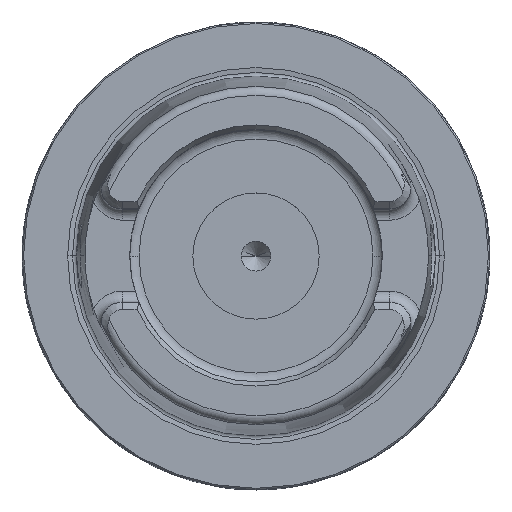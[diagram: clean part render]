
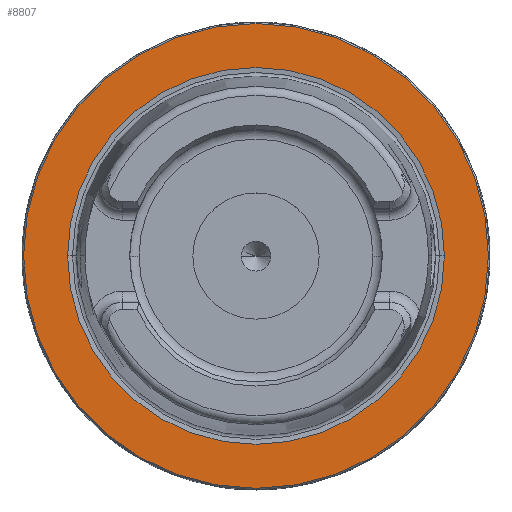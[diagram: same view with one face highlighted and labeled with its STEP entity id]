
A CAD part, top view. The second image highlights one B-rep face of the part: STEP entity #8807.
In plain terms, the highlighted planar face has unit normal (0, 0, 1).
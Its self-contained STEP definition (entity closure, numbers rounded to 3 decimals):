
#3536=CARTESIAN_POINT('',(0.,0.,0.));
#3537=DIRECTION('',(0.,0.,1.));
#3538=DIRECTION('',(1.,0.,0.));
#3539=AXIS2_PLACEMENT_3D('',#3536,#3537,#3538);
#3552=CARTESIAN_POINT('',(0.,0.,0.));
#3553=DIRECTION('',(0.,0.,-1.));
#3554=DIRECTION('',(1.,0.,0.));
#3555=AXIS2_PLACEMENT_3D('',#3552,#3553,#3554);
#3574=CARTESIAN_POINT('',(0.,0.,0.));
#3575=DIRECTION('',(0.,0.,1.));
#3576=DIRECTION('',(1.,0.,0.));
#3577=AXIS2_PLACEMENT_3D('',#3574,#3575,#3576);
#6168=CARTESIAN_POINT('',(0.,0.,0.));
#6169=DIRECTION('',(0.,0.,-1.));
#6170=DIRECTION('',(1.,0.,0.));
#6171=AXIS2_PLACEMENT_3D('',#6168,#6169,#6170);
#6226=CARTESIAN_POINT('',(25.374,0.,0.));
#6228=VERTEX_POINT('',#6226);
#6238=CARTESIAN_POINT('',(-25.374,0.,0.));
#6240=VERTEX_POINT('',#6238);
#6506=CARTESIAN_POINT('',(31.3,0.,0.));
#6507=CARTESIAN_POINT('',(-31.3,0.,0.));
#6508=VERTEX_POINT('',#6506);
#6509=VERTEX_POINT('',#6507);
#8791=CARTESIAN_POINT('',(0.,0.,0.));
#8792=DIRECTION('',(0.,0.,-1.));
#8793=DIRECTION('',(-1.,0.,0.));
#8794=AXIS2_PLACEMENT_3D('',#8791,#8792,#8793);
#8795=PLANE('',#8794);
#8796=ORIENTED_EDGE('',*,*,#8781,.F.);
#8798=ORIENTED_EDGE('',*,*,#8797,.T.);
#8799=EDGE_LOOP('',(#8796,#8798));
#8800=FACE_OUTER_BOUND('',#8799,.F.);
#8802=ORIENTED_EDGE('',*,*,#8801,.F.);
#8804=ORIENTED_EDGE('',*,*,#8803,.T.);
#8805=EDGE_LOOP('',(#8802,#8804));
#8806=FACE_BOUND('',#8805,.F.);
#3540=CIRCLE('',#3539,31.3);
#3556=CIRCLE('',#3555,25.374);
#3578=CIRCLE('',#3577,25.374);
#6172=CIRCLE('',#6171,31.3);
#8781=EDGE_CURVE('',#6508,#6509,#3540,.T.);
#8797=EDGE_CURVE('',#6508,#6509,#6172,.T.);
#8801=EDGE_CURVE('',#6228,#6240,#3556,.T.);
#8803=EDGE_CURVE('',#6228,#6240,#3578,.T.);
#8807=ADVANCED_FACE('',(#8800,#8806),#8795,.F.);
